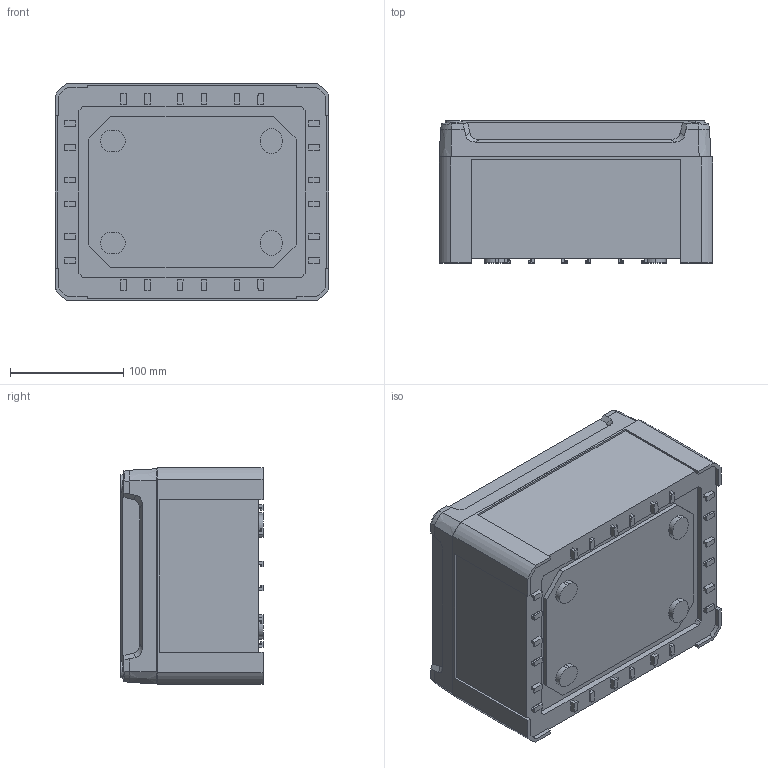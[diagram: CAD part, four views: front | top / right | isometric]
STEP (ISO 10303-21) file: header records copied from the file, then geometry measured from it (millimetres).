
FILE_DESCRIPTION (( 'STEP AP214' ), '1' );
FILE_NAME ('2005470.stp', '2020-10-05T12:27:50', ( '' ), ( '' ), 'SwSTEP 2.0', 'SolidWorks 2020', '' );
FILE_SCHEMA (( 'AUTOMOTIVE_DESIGN' ));
Length unit declared in the file: millimetre
Products named in the file (7): 116133_55; 077121_S925BC-OhneAB™-JB; 113231_Standard; 087700_Standard; 2005470; 051959_Standard; ED170-04-02_Standard
Assembly tree (15 placements, depth 3):
  2005470
    077121_S925BC-OhneAB™-JB
    113231_Standard
      051959_Standard
    087700_Standard  x4
    ED170-04-02_Standard  x4
    116133_55  x4
Bounding box: 241.58 x 125.41 x 191 mm (x, y, z)
Volume: 820415.3 mm3; surface area: 429962 mm2
Topology: 14 solids, 30 shells, 833 faces, 2092 edges, 1378 vertices
Faces by surface type: plane 627, cylinder 121, cone 45, bspline 40
Entity records: 31577 total; most frequent: CARTESIAN_POINT 14031, ORIENTED_EDGE 3716, DIRECTION 3228, EDGE_CURVE 1858, VECTOR 1422, LINE 1422, VERTEX_POINT 1222, AXIS2_PLACEMENT_3D 903
